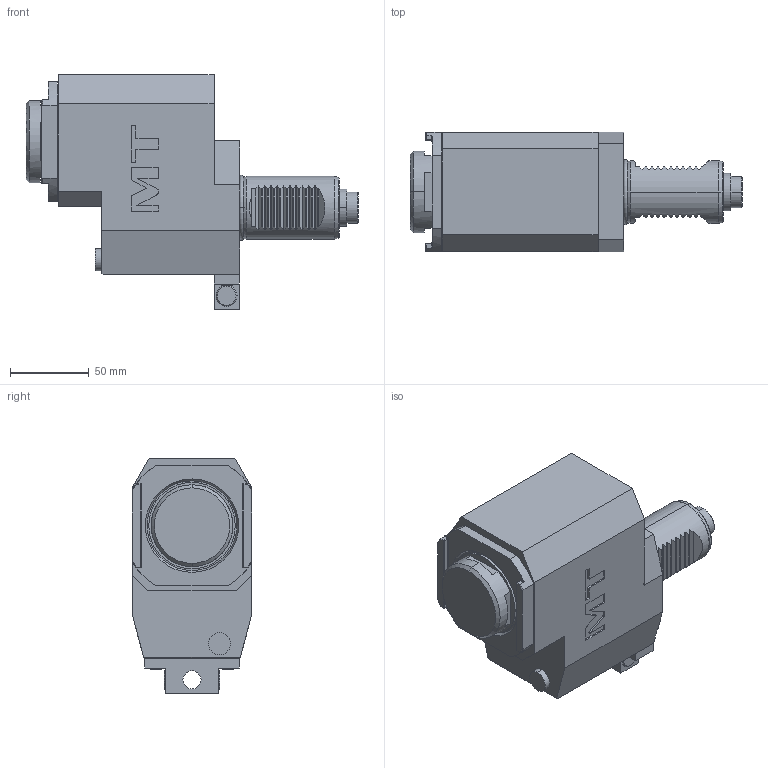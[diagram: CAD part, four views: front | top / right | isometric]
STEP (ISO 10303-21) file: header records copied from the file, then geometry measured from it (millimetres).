
FILE_DESCRIPTION((''),'2;1');
FILE_NAME('SAU0918232_CONF','2025-01-17T15:19:42',('fpalella'),('M.T. srl'),'CREO PARAMETRIC BY PTC INC, 2023352','CREO PARAMETRIC BY PTC INC, 2023352','');
FILE_SCHEMA(('CONFIG_CONTROL_DESIGN'));
Length unit declared in the file: millimetre
Products named in the file (1): SAU0918232_CONF
Bounding box: 211 x 76 x 149 mm (x, y, z)
Volume: 1076266.1 mm3; surface area: 84527.4 mm2
Topology: 1 solids, 1 shells, 316 faces, 823 edges, 532 vertices
Faces by surface type: plane 190, cylinder 74, cone 32, torus 16, extrusion 4
Entity records: 10319 total; most frequent: CARTESIAN_POINT 2693, ORIENTED_EDGE 1638, DIRECTION 1467, EDGE_CURVE 819, VERTEX_POINT 532, VECTOR 491, AXIS2_PLACEMENT_3D 488, LINE 487
